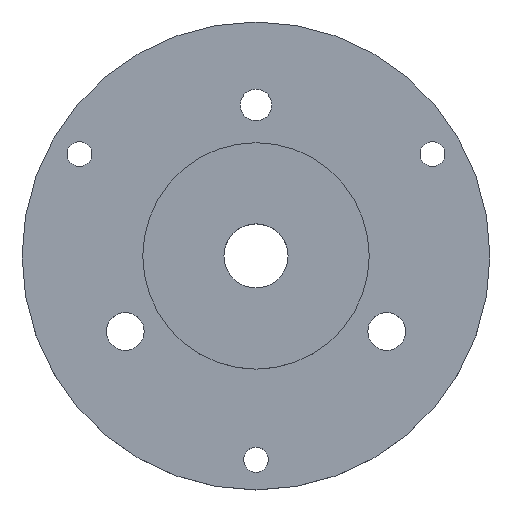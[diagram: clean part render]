
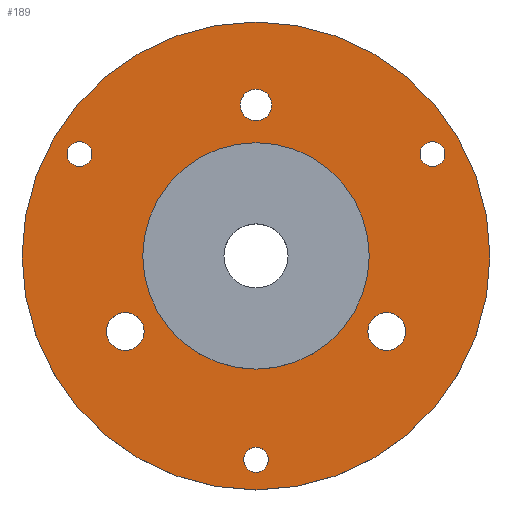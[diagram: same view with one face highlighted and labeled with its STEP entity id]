
A CAD part, top view. The second image highlights one B-rep face of the part: STEP entity #189.
In plain terms, the highlighted planar face has unit normal (0, 0, 1).
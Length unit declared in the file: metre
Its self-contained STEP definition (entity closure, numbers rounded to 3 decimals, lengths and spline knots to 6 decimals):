
#12=PLANE('',#220);
#21=ORIENTED_EDGE('',*,*,#51,.T.);
#22=ORIENTED_EDGE('',*,*,#53,.T.);
#23=ORIENTED_EDGE('',*,*,#57,.T.);
#24=ORIENTED_EDGE('',*,*,#58,.T.);
#25=ORIENTED_EDGE('',*,*,#59,.T.);
#26=ORIENTED_EDGE('',*,*,#60,.T.);
#27=ORIENTED_EDGE('',*,*,#61,.F.);
#28=ORIENTED_EDGE('',*,*,#55,.T.);
#51=EDGE_CURVE('',#69,#69,#87,.T.);
#53=EDGE_CURVE('',#71,#71,#89,.T.);
#55=EDGE_CURVE('',#73,#73,#91,.T.);
#57=EDGE_CURVE('',#75,#75,#93,.T.);
#58=EDGE_CURVE('',#76,#76,#94,.T.);
#59=EDGE_CURVE('',#77,#77,#95,.T.);
#60=EDGE_CURVE('',#78,#78,#96,.T.);
#61=EDGE_CURVE('',#79,#79,#97,.T.);
#69=VERTEX_POINT('',#306);
#71=VERTEX_POINT('',#311);
#73=VERTEX_POINT('',#316);
#75=VERTEX_POINT('',#321);
#76=VERTEX_POINT('',#323);
#77=VERTEX_POINT('',#325);
#78=VERTEX_POINT('',#327);
#79=VERTEX_POINT('',#329);
#87=CIRCLE('',#212,0.00165);
#89=CIRCLE('',#215,0.00165);
#91=CIRCLE('',#218,0.031);
#93=CIRCLE('',#221,0.00165);
#94=CIRCLE('',#222,0.0025);
#95=CIRCLE('',#223,0.0025);
#96=CIRCLE('',#224,0.0021);
#97=CIRCLE('',#225,0.015);
#111=EDGE_LOOP('',(#21));
#112=EDGE_LOOP('',(#22));
#113=EDGE_LOOP('',(#23));
#114=EDGE_LOOP('',(#24));
#115=EDGE_LOOP('',(#25));
#116=EDGE_LOOP('',(#26));
#117=EDGE_LOOP('',(#27));
#118=EDGE_LOOP('',(#28));
#147=FACE_BOUND('',#111,.T.);
#148=FACE_BOUND('',#112,.T.);
#149=FACE_BOUND('',#113,.T.);
#150=FACE_BOUND('',#114,.T.);
#151=FACE_BOUND('',#115,.T.);
#152=FACE_BOUND('',#116,.T.);
#153=FACE_BOUND('',#117,.T.);
#154=FACE_BOUND('',#118,.T.);
#189=ADVANCED_FACE('',(#147,#148,#149,#150,#151,#152,#153,#154),#12,.T.);
#212=AXIS2_PLACEMENT_3D('',#305,#245,#246);
#215=AXIS2_PLACEMENT_3D('',#310,#251,#252);
#218=AXIS2_PLACEMENT_3D('',#315,#257,#258);
#220=AXIS2_PLACEMENT_3D('',#319,#261,#262);
#221=AXIS2_PLACEMENT_3D('',#320,#263,#264);
#222=AXIS2_PLACEMENT_3D('',#322,#265,#266);
#223=AXIS2_PLACEMENT_3D('',#324,#267,#268);
#224=AXIS2_PLACEMENT_3D('',#326,#269,#270);
#225=AXIS2_PLACEMENT_3D('',#328,#271,#272);
#245=DIRECTION('',(0.,0.,-1.));
#246=DIRECTION('',(0.5,0.866,0.));
#251=DIRECTION('',(0.,0.,-1.));
#252=DIRECTION('',(0.5,-0.866,0.));
#257=DIRECTION('',(0.,0.,1.));
#258=DIRECTION('',(1.,0.,0.));
#261=DIRECTION('',(0.,0.,1.));
#262=DIRECTION('',(1.,0.,0.));
#263=DIRECTION('',(0.,0.,-1.));
#264=DIRECTION('',(-1.,0.,0.));
#265=DIRECTION('',(0.,0.,-1.));
#266=DIRECTION('',(-1.,0.,0.));
#267=DIRECTION('',(0.,0.,-1.));
#268=DIRECTION('',(-1.,0.,0.));
#269=DIRECTION('',(0.,0.,-1.));
#270=DIRECTION('',(-1.,0.,0.));
#271=DIRECTION('',(0.,0.,1.));
#272=DIRECTION('',(1.,0.,0.));
#305=CARTESIAN_POINT('',(-0.023383,0.0135,0.005));
#306=CARTESIAN_POINT('',(-0.022558,0.014929,0.005));
#310=CARTESIAN_POINT('',(0.023383,0.0135,0.005));
#311=CARTESIAN_POINT('',(0.024208,0.012071,0.005));
#315=CARTESIAN_POINT('',(0.,0.,0.005));
#316=CARTESIAN_POINT('',(0.031,0.,0.005));
#319=CARTESIAN_POINT('',(0.,0.,0.005));
#320=CARTESIAN_POINT('',(0.,-0.027,0.005));
#321=CARTESIAN_POINT('',(-0.00165,-0.027,0.005));
#322=CARTESIAN_POINT('',(-0.017321,-0.01,0.005));
#323=CARTESIAN_POINT('',(-0.019821,-0.01,0.005));
#324=CARTESIAN_POINT('',(0.017321,-0.01,0.005));
#325=CARTESIAN_POINT('',(0.014821,-0.01,0.005));
#326=CARTESIAN_POINT('',(0.,0.02,0.005));
#327=CARTESIAN_POINT('',(-0.0021,0.02,0.005));
#328=CARTESIAN_POINT('',(0.,0.,0.005));
#329=CARTESIAN_POINT('',(0.015,0.,0.005));
